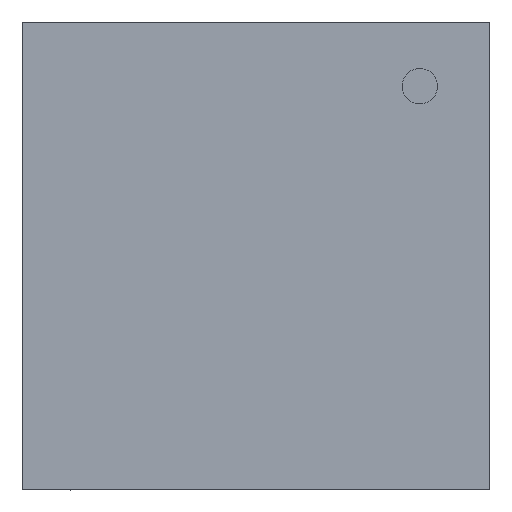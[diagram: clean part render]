
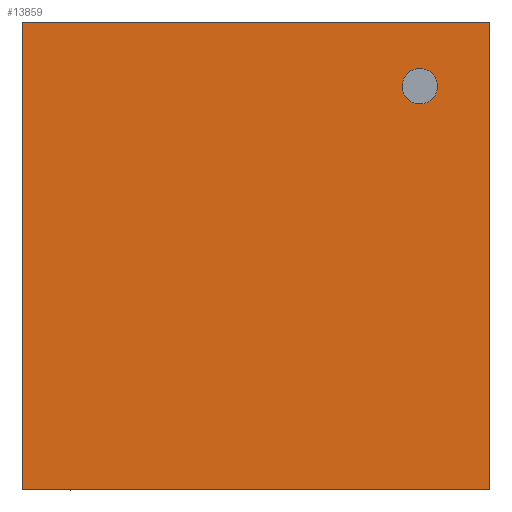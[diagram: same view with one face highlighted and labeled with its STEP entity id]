
A CAD part, top view. The second image highlights one B-rep face of the part: STEP entity #13859.
In plain terms, the highlighted planar face has unit normal (0, 0, 1).
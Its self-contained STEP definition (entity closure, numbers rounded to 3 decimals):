
#602 = CIRCLE ( 'NONE', #8763, 0.342 ) ;
#655 = LINE ( 'NONE', #10813, #15476 ) ;
#879 = DIRECTION ( 'NONE',  ( -1., 0., 0. ) ) ;
#2139 = DIRECTION ( 'NONE',  ( 1., 0., 0. ) ) ;
#2654 = EDGE_CURVE ( 'NONE', #11672, #4787, #9099, .T. ) ;
#2893 = ORIENTED_EDGE ( 'NONE', *, *, #13539, .T. ) ;
#3251 = EDGE_CURVE ( 'NONE', #5980, #12415, #8662, .T. ) ;
#3528 = FACE_OUTER_BOUND ( 'NONE', #10840, .T. ) ;
#3613 = CARTESIAN_POINT ( 'NONE',  ( -4.5, -4.5, 1.81 ) ) ;
#3639 = EDGE_CURVE ( 'NONE', #6972, #5980, #7936, .T. ) ;
#3689 = PLANE ( 'NONE',  #6170 ) ;
#4787 = VERTEX_POINT ( 'NONE', #16055 ) ;
#4808 = CARTESIAN_POINT ( 'NONE',  ( 4.5, -4.5, 1.81 ) ) ;
#5183 = ORIENTED_EDGE ( 'NONE', *, *, #3251, .T. ) ;
#5614 = ORIENTED_EDGE ( 'NONE', *, *, #2654, .F. ) ;
#5756 = EDGE_CURVE ( 'NONE', #4787, #11672, #602, .T. ) ;
#5980 = VERTEX_POINT ( 'NONE', #3613 ) ;
#5997 = DIRECTION ( 'NONE',  ( 0., 0., 1. ) ) ;
#6170 = AXIS2_PLACEMENT_3D ( 'NONE', #14874, #13793, #879 ) ;
#6171 = AXIS2_PLACEMENT_3D ( 'NONE', #16038, #5997, #2139 ) ;
#6955 = DIRECTION ( 'NONE',  ( 0., 1., 0. ) ) ;
#6972 = VERTEX_POINT ( 'NONE', #15856 ) ;
#7728 = ORIENTED_EDGE ( 'NONE', *, *, #15298, .T. ) ;
#7936 = LINE ( 'NONE', #13008, #16393 ) ;
#8263 = CARTESIAN_POINT ( 'NONE',  ( 3.156, 3.264, 1.81 ) ) ;
#8662 = LINE ( 'NONE', #16142, #13628 ) ;
#8763 = AXIS2_PLACEMENT_3D ( 'NONE', #8263, #12013, #14584 ) ;
#9099 = CIRCLE ( 'NONE', #6171, 0.342 ) ;
#9579 = CARTESIAN_POINT ( 'NONE',  ( 2.813, 3.264, 1.81 ) ) ;
#9981 = DIRECTION ( 'NONE',  ( 1., 0., 0. ) ) ;
#10111 = ORIENTED_EDGE ( 'NONE', *, *, #3639, .T. ) ;
#10126 = VERTEX_POINT ( 'NONE', #15480 ) ;
#10446 = LINE ( 'NONE', #14299, #12622 ) ;
#10813 = CARTESIAN_POINT ( 'NONE',  ( 4.5, -4.5, 1.81 ) ) ;
#10840 = EDGE_LOOP ( 'NONE', ( #2893, #7728, #10111, #5183 ) ) ;
#11672 = VERTEX_POINT ( 'NONE', #9579 ) ;
#12013 = DIRECTION ( 'NONE',  ( 0., 0., 1. ) ) ;
#12415 = VERTEX_POINT ( 'NONE', #4808 ) ;
#12622 = VECTOR ( 'NONE', #14223, 1000. ) ;
#13008 = CARTESIAN_POINT ( 'NONE',  ( -4.5, -4.5, 1.81 ) ) ;
#13539 = EDGE_CURVE ( 'NONE', #12415, #10126, #655, .T. ) ;
#13628 = VECTOR ( 'NONE', #9981, 1000. ) ;
#13793 = DIRECTION ( 'NONE',  ( 0., 0., -1. ) ) ;
#13859 = ADVANCED_FACE ( 'NONE', ( #15036, #3528 ), #3689, .F. ) ;
#13983 = ORIENTED_EDGE ( 'NONE', *, *, #5756, .F. ) ;
#14151 = EDGE_LOOP ( 'NONE', ( #13983, #5614 ) ) ;
#14223 = DIRECTION ( 'NONE',  ( -1., 0., 0. ) ) ;
#14299 = CARTESIAN_POINT ( 'NONE',  ( -4.5, 4.5, 1.81 ) ) ;
#14328 = DIRECTION ( 'NONE',  ( 0., -1., 0. ) ) ;
#14584 = DIRECTION ( 'NONE',  ( 1., 0., 0. ) ) ;
#14874 = CARTESIAN_POINT ( 'NONE',  ( 0., 0., 1.81 ) ) ;
#15036 = FACE_BOUND ( 'NONE', #14151, .T. ) ;
#15298 = EDGE_CURVE ( 'NONE', #10126, #6972, #10446, .T. ) ;
#15476 = VECTOR ( 'NONE', #6955, 1000. ) ;
#15480 = CARTESIAN_POINT ( 'NONE',  ( 4.5, 4.5, 1.81 ) ) ;
#15856 = CARTESIAN_POINT ( 'NONE',  ( -4.5, 4.5, 1.81 ) ) ;
#16038 = CARTESIAN_POINT ( 'NONE',  ( 3.156, 3.264, 1.81 ) ) ;
#16055 = CARTESIAN_POINT ( 'NONE',  ( 3.498, 3.264, 1.81 ) ) ;
#16142 = CARTESIAN_POINT ( 'NONE',  ( -4.5, -4.5, 1.81 ) ) ;
#16393 = VECTOR ( 'NONE', #14328, 1000. ) ;
